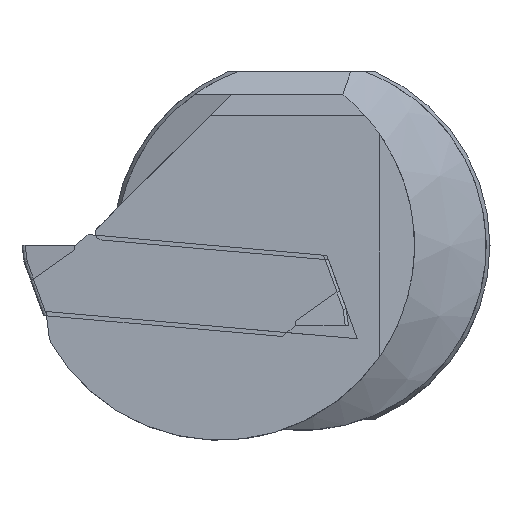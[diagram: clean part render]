
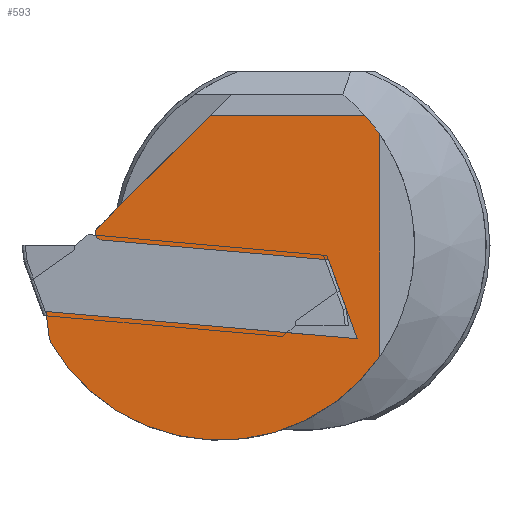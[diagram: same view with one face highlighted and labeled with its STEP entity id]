
A CAD part, left-side view. The second image highlights one B-rep face of the part: STEP entity #593.
In plain terms, the highlighted planar face has unit normal (-1, 0, 0).
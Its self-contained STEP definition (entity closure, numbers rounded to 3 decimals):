
#60=CIRCLE('',#1626,12.9);
#61=CIRCLE('',#1627,12.9);
#62=CIRCLE('',#1628,0.5);
#593=ADVANCED_FACE('',(#691),#639,.T.);
#639=PLANE('',#1629);
#691=FACE_OUTER_BOUND('',#750,.T.);
#750=EDGE_LOOP('',(#975,#976,#977,#978,#979,#980,#981,#982,#983,#984));
#975=ORIENTED_EDGE('',*,*,#1308,.T.);
#976=ORIENTED_EDGE('',*,*,#1309,.F.);
#977=ORIENTED_EDGE('',*,*,#1310,.F.);
#978=ORIENTED_EDGE('',*,*,#1311,.F.);
#979=ORIENTED_EDGE('',*,*,#1312,.F.);
#980=ORIENTED_EDGE('',*,*,#1313,.F.);
#981=ORIENTED_EDGE('',*,*,#1314,.F.);
#982=ORIENTED_EDGE('',*,*,#1315,.T.);
#983=ORIENTED_EDGE('',*,*,#1316,.T.);
#984=ORIENTED_EDGE('',*,*,#1317,.T.);
#1171=VERTEX_POINT('',#2262);
#1172=VERTEX_POINT('',#2263);
#1173=VERTEX_POINT('',#2265);
#1174=VERTEX_POINT('',#2267);
#1175=VERTEX_POINT('',#2269);
#1176=VERTEX_POINT('',#2271);
#1177=VERTEX_POINT('',#2273);
#1178=VERTEX_POINT('',#2275);
#1179=VERTEX_POINT('',#2277);
#1180=VERTEX_POINT('',#2279);
#1308=EDGE_CURVE('',#1171,#1172,#1426,.T.);
#1309=EDGE_CURVE('',#1173,#1172,#1427,.T.);
#1310=EDGE_CURVE('',#1174,#1173,#60,.T.);
#1311=EDGE_CURVE('',#1175,#1174,#1428,.T.);
#1312=EDGE_CURVE('',#1176,#1175,#61,.T.);
#1313=EDGE_CURVE('',#1177,#1176,#1429,.T.);
#1314=EDGE_CURVE('',#1178,#1177,#1430,.T.);
#1315=EDGE_CURVE('',#1178,#1179,#62,.T.);
#1316=EDGE_CURVE('',#1179,#1180,#1431,.T.);
#1317=EDGE_CURVE('',#1180,#1171,#1432,.T.);
#1426=LINE('',#2261,#1525);
#1427=LINE('',#2264,#1526);
#1428=LINE('',#2268,#1527);
#1429=LINE('',#2272,#1528);
#1430=LINE('',#2274,#1529);
#1431=LINE('',#2278,#1530);
#1432=LINE('',#2280,#1531);
#1525=VECTOR('',#1875,1.);
#1526=VECTOR('',#1876,1.);
#1527=VECTOR('',#1879,1.);
#1528=VECTOR('',#1882,1.);
#1529=VECTOR('',#1883,1.);
#1530=VECTOR('',#1886,1.);
#1531=VECTOR('',#1887,1.);
#1626=AXIS2_PLACEMENT_3D('',#2266,#1877,#1878);
#1627=AXIS2_PLACEMENT_3D('',#2270,#1880,#1881);
#1628=AXIS2_PLACEMENT_3D('',#2276,#1884,#1885);
#1629=AXIS2_PLACEMENT_3D('',#2281,#1888,#1889);
#1875=DIRECTION('',(0.,0.996,0.087));
#1876=DIRECTION('',(0.,0.122,0.993));
#1877=DIRECTION('',(1.,0.,0.));
#1878=DIRECTION('',(0.,1.,0.));
#1879=DIRECTION('',(0.,0.,-1.));
#1880=DIRECTION('',(1.,0.,0.));
#1881=DIRECTION('',(0.,1.,0.));
#1882=DIRECTION('',(0.,-1.,0.));
#1883=DIRECTION('',(0.,-0.707,0.707));
#1884=DIRECTION('',(-1.,0.,0.));
#1885=DIRECTION('',(0.,1.,0.));
#1886=DIRECTION('',(0.,-0.996,-0.087));
#1887=DIRECTION('',(0.,-0.342,-0.94));
#1888=DIRECTION('',(-1.,0.,0.));
#1889=DIRECTION('',(0.,1.,0.));
#2261=CARTESIAN_POINT('',(0.2,0.508,-5.81));
#2262=CARTESIAN_POINT('',(0.2,-3.703,-6.179));
#2263=CARTESIAN_POINT('',(0.2,16.91,-4.375));
#2264=CARTESIAN_POINT('',(0.2,17.189,-2.11));
#2265=CARTESIAN_POINT('',(0.2,16.679,-6.261));
#2266=CARTESIAN_POINT('',(0.2,5.4,0.));
#2267=CARTESIAN_POINT('',(0.2,-5.2,-7.352));
#2268=CARTESIAN_POINT('',(0.2,-5.2,0.));
#2269=CARTESIAN_POINT('',(0.2,-5.2,7.352));
#2270=CARTESIAN_POINT('',(0.2,5.4,0.));
#2271=CARTESIAN_POINT('',(0.2,-4.214,8.601));
#2272=CARTESIAN_POINT('',(0.2,0.,8.601));
#2273=CARTESIAN_POINT('',(0.2,6.031,8.601));
#2274=CARTESIAN_POINT('',(0.2,7.316,7.316));
#2275=CARTESIAN_POINT('',(0.2,13.611,1.02));
#2276=CARTESIAN_POINT('',(0.2,13.139,0.856));
#2277=CARTESIAN_POINT('',(0.2,13.183,0.358));
#2278=CARTESIAN_POINT('',(0.2,0.069,-0.789));
#2279=CARTESIAN_POINT('',(0.2,-1.801,-0.953));
#2280=CARTESIAN_POINT('',(0.2,-1.284,0.467));
#2281=CARTESIAN_POINT('',(0.2,0.,0.));
